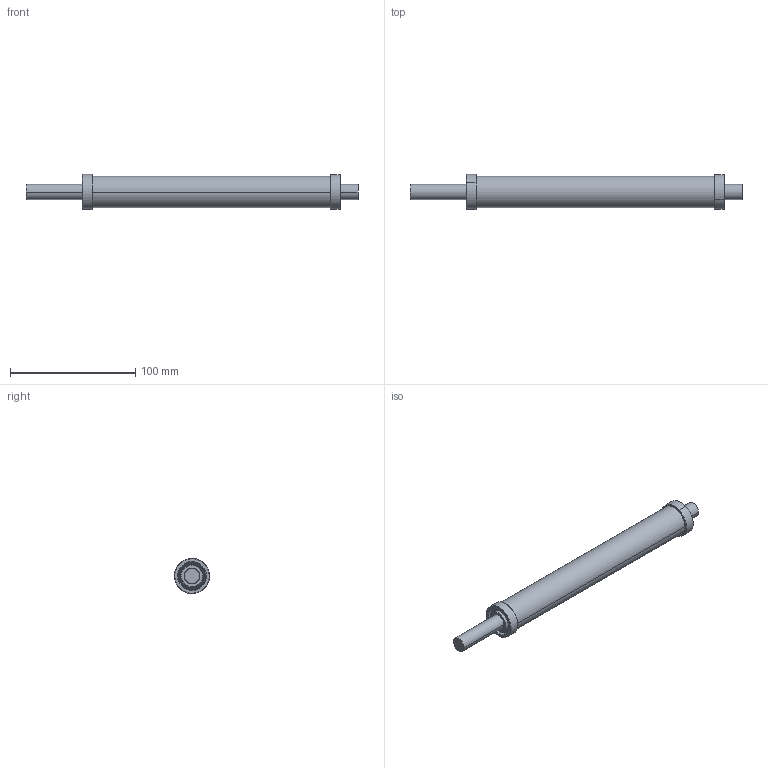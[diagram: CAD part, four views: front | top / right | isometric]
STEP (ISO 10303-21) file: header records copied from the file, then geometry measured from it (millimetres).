
FILE_DESCRIPTION (( 'STEP AP203' ), '1' );
FILE_NAME ('ShaftAssembly.STEP', '2025-03-06T04:21:11', ( '' ), ( '' ), 'SwSTEP 2.0', 'SolidWorks 2024', '' );
FILE_SCHEMA (( 'CONFIG_CONTROL_DESIGN' ));
Length unit declared in the file: millimetre
Products named in the file (3): Bearing_D6001-604-266C HQW; ShaftAssembly; Shaft
Assembly tree (3 placements, depth 2):
  ShaftAssembly
    Shaft
    Bearing_D6001-604-266C HQW  x2
Bounding box: 265 x 27.96 x 27.96 mm (x, y, z)
Volume: 107241.7 mm3; surface area: 26188.2 mm2
Topology: 45 solids, 45 shells, 662 faces, 1698 edges, 1048 vertices
Faces by surface type: sphere 288, cylinder 154, plane 120, torus 100
Entity records: 14041 total; most frequent: CARTESIAN_POINT 5640, DIRECTION 1892, ORIENTED_EDGE 1608, AXIS2_PLACEMENT_3D 906, EDGE_CURVE 804, CIRCLE 564, VERTEX_POINT 512, EDGE_LOOP 378
